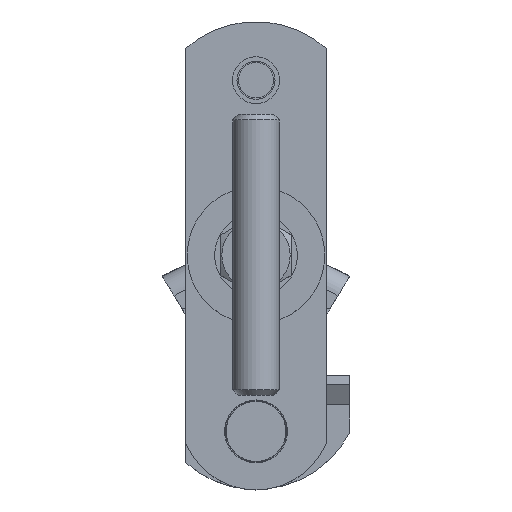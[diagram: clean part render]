
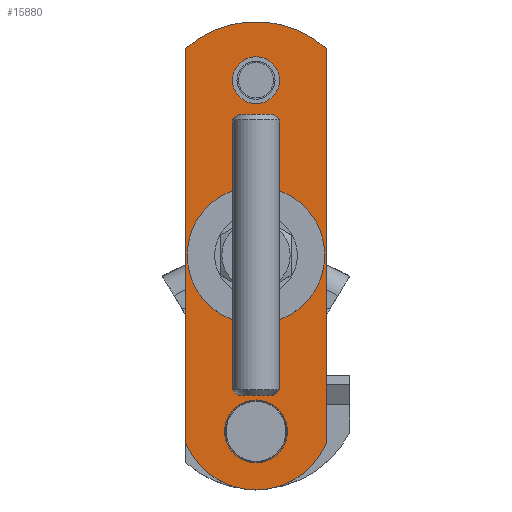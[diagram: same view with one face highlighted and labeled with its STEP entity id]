
A CAD part, top view. The second image highlights one B-rep face of the part: STEP entity #15880.
In plain terms, the highlighted planar face has unit normal (0, 0, 1).
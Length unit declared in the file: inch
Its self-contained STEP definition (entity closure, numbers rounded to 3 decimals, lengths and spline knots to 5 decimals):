
#1019=FACE_BOUND('',#2575,.T.);
#1020=FACE_BOUND('',#2576,.T.);
#1178=PLANE('',#16806);
#1687=FACE_OUTER_BOUND('',#2574,.T.);
#2574=EDGE_LOOP('',(#10910,#10911,#10912,#10913));
#2575=EDGE_LOOP('',(#10914,#10915));
#2576=EDGE_LOOP('',(#10916));
#3656=LINE('',#22990,#4880);
#3660=LINE('',#23000,#4884);
#4880=VECTOR('',#18313,0.3937);
#4884=VECTOR('',#18325,0.3937);
#5894=CIRCLE('',#16788,0.328);
#5895=CIRCLE('',#16789,0.328);
#5900=CIRCLE('',#16795,0.25);
#5903=CIRCLE('',#16800,0.813);
#5905=CIRCLE('',#16804,1.125);
#6525=VERTEX_POINT('',#22956);
#6526=VERTEX_POINT('',#22957);
#6531=VERTEX_POINT('',#22970);
#6535=VERTEX_POINT('',#22981);
#6536=VERTEX_POINT('',#22983);
#6538=VERTEX_POINT('',#22989);
#6540=VERTEX_POINT('',#22995);
#8185=EDGE_CURVE('',#6525,#6526,#5894,.T.);
#8186=EDGE_CURVE('',#6526,#6525,#5895,.T.);
#8193=EDGE_CURVE('',#6531,#6531,#5900,.T.);
#8198=EDGE_CURVE('',#6536,#6535,#5903,.T.);
#8201=EDGE_CURVE('',#6538,#6536,#3656,.T.);
#8204=EDGE_CURVE('',#6540,#6538,#5905,.T.);
#8207=EDGE_CURVE('',#6535,#6540,#3660,.T.);
#10910=ORIENTED_EDGE('',*,*,#8207,.T.);
#10911=ORIENTED_EDGE('',*,*,#8204,.T.);
#10912=ORIENTED_EDGE('',*,*,#8201,.T.);
#10913=ORIENTED_EDGE('',*,*,#8198,.T.);
#10914=ORIENTED_EDGE('',*,*,#8185,.T.);
#10915=ORIENTED_EDGE('',*,*,#8186,.T.);
#10916=ORIENTED_EDGE('',*,*,#8193,.T.);
#15880=ADVANCED_FACE('',(#1687,#1019,#1020),#1178,.T.);
#16788=AXIS2_PLACEMENT_3D('',#22958,#18279,#18280);
#16789=AXIS2_PLACEMENT_3D('',#22959,#18281,#18282);
#16795=AXIS2_PLACEMENT_3D('',#22972,#18295,#18296);
#16800=AXIS2_PLACEMENT_3D('',#22984,#18307,#18308);
#16804=AXIS2_PLACEMENT_3D('',#22996,#18319,#18320);
#16806=AXIS2_PLACEMENT_3D('',#23001,#18326,#18327);
#18279=DIRECTION('center_axis',(0.,0.,
-1.));
#18280=DIRECTION('ref_axis',(0.,1.,0.));
#18281=DIRECTION('center_axis',(0.,0.,
-1.));
#18282=DIRECTION('ref_axis',(0.,1.,0.));
#18295=DIRECTION('center_axis',(0.,0.,
-1.));
#18296=DIRECTION('ref_axis',(1.,0.,0.));
#18307=DIRECTION('center_axis',(0.,0.,
1.));
#18308=DIRECTION('ref_axis',(-0.923,-0.386,0.));
#18313=DIRECTION('',(0.,-1.,0.));
#18319=DIRECTION('center_axis',(0.,0.,
1.));
#18320=DIRECTION('ref_axis',(0.667,0.745,0.));
#18325=DIRECTION('',(0.,1.,0.));
#18326=DIRECTION('center_axis',(0.,0.,
1.));
#18327=DIRECTION('ref_axis',(-1.,0.,0.));
#22956=CARTESIAN_POINT('',(-1.88075,-0.96952,0.4543));
#22957=CARTESIAN_POINT('',(-1.88075,-1.62552,0.4543));
#22958=CARTESIAN_POINT('Origin',(-1.88075,-1.29752,0.4543));
#22959=CARTESIAN_POINT('Origin',(-1.88075,-1.29752,0.4543));
#22970=CARTESIAN_POINT('',(-2.13075,2.45248,0.4543));
#22972=CARTESIAN_POINT('Origin',(-1.88075,2.45248,0.4543));
#22981=CARTESIAN_POINT('',(-1.13075,-1.42332,0.4543));
#22983=CARTESIAN_POINT('',(-2.63075,-1.42332,0.4543));
#22984=CARTESIAN_POINT('Origin',(-1.88075,-1.10952,0.4543));
#22989=CARTESIAN_POINT('',(-2.63075,2.79101,0.4543));
#22990=CARTESIAN_POINT('',(-2.63075,2.79101,0.4543));
#22995=CARTESIAN_POINT('',(-1.13075,2.79101,0.4543));
#22996=CARTESIAN_POINT('Origin',(-1.88075,1.95248,0.4543));
#23000=CARTESIAN_POINT('',(-1.13075,-1.42332,0.4543));
#23001=CARTESIAN_POINT('Origin',(-1.88075,0.62475,0.4543));
